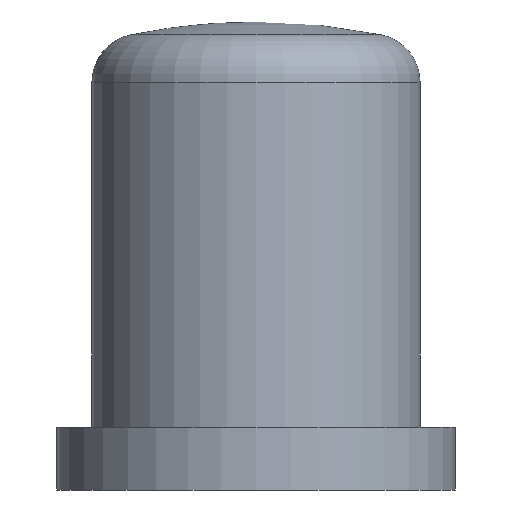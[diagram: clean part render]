
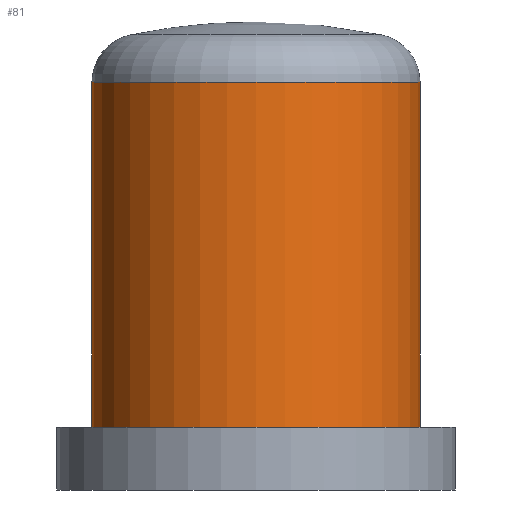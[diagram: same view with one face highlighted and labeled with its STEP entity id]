
A CAD part, front view. The second image highlights one B-rep face of the part: STEP entity #81.
In plain terms, the highlighted cylindrical face has radius 2.35 mm (diameter 4.7 mm), a full revolution.
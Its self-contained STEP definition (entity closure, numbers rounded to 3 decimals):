
#22=FACE_OUTER_BOUND('',#29,.T.);
#29=EDGE_LOOP('',(#65,#66,#67,#68));
#34=LINE('',#155,#36);
#36=VECTOR('',#129,2.35);
#39=CIRCLE('',#103,2.35);
#40=CIRCLE('',#105,2.35);
#46=VERTEX_POINT('',#150);
#47=VERTEX_POINT('',#153);
#53=EDGE_CURVE('',#46,#46,#39,.T.);
#54=EDGE_CURVE('',#47,#47,#40,.T.);
#55=EDGE_CURVE('',#47,#46,#34,.T.);
#65=ORIENTED_EDGE('',*,*,#54,.F.);
#66=ORIENTED_EDGE('',*,*,#55,.T.);
#67=ORIENTED_EDGE('',*,*,#53,.T.);
#68=ORIENTED_EDGE('',*,*,#55,.F.);
#78=CYLINDRICAL_SURFACE('',#104,2.35);
#81=ADVANCED_FACE('',(#22),#78,.T.);
#103=AXIS2_PLACEMENT_3D('',#151,#123,#124);
#104=AXIS2_PLACEMENT_3D('',#152,#125,#126);
#105=AXIS2_PLACEMENT_3D('',#154,#127,#128);
#123=DIRECTION('center_axis',(0.,0.,1.));
#124=DIRECTION('ref_axis',(1.,0.,0.));
#125=DIRECTION('center_axis',(0.,0.,1.));
#126=DIRECTION('ref_axis',(1.,0.,0.));
#127=DIRECTION('center_axis',(0.,0.,1.));
#128=DIRECTION('ref_axis',(1.,0.,0.));
#129=DIRECTION('',(0.,0.,-1.));
#150=CARTESIAN_POINT('',(-2.35,0.,0.9));
#151=CARTESIAN_POINT('Origin',(0.,0.,0.9));
#152=CARTESIAN_POINT('Origin',(0.,0.,3.367));
#153=CARTESIAN_POINT('',(-2.35,0.,5.834));
#154=CARTESIAN_POINT('Origin',(0.,0.,5.834));
#155=CARTESIAN_POINT('',(-2.35,0.,3.367));
